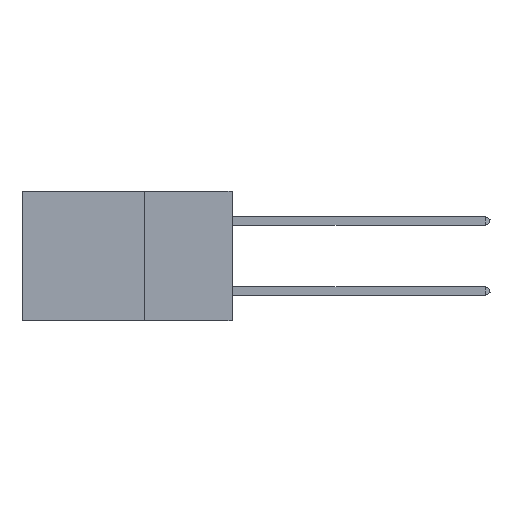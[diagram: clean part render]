
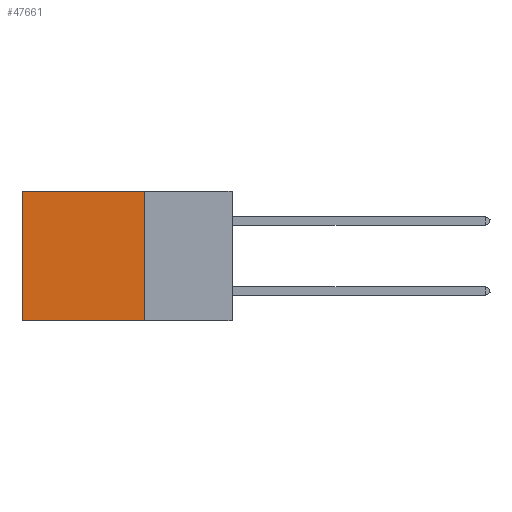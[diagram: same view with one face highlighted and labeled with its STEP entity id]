
A CAD part, left-side view. The second image highlights one B-rep face of the part: STEP entity #47661.
In plain terms, the highlighted planar face has unit normal (-1, 0, 0).
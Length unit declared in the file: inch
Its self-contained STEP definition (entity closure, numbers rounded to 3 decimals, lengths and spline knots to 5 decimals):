
#240 = ORIENTED_EDGE ( 'NONE', *, *, #42637, .T. ) ;
#625 = CARTESIAN_POINT ( 'NONE',  ( 0.2875, 0.25, 0. ) ) ;
#3760 = FACE_OUTER_BOUND ( 'NONE', #38585, .T. ) ;
#6513 = EDGE_CURVE ( 'NONE', #21388, #25875, #42049, .T. ) ;
#7217 = LINE ( 'NONE', #24203, #27293 ) ;
#9154 = CARTESIAN_POINT ( 'NONE',  ( 0.2875, 0.6, 0. ) ) ;
#9875 = DIRECTION ( 'NONE',  ( 0., 0., -1. ) ) ;
#11640 = PLANE ( 'NONE',  #37717 ) ;
#13666 = CARTESIAN_POINT ( 'NONE',  ( 0.2875, 0.6, -0.37 ) ) ;
#13797 = DIRECTION ( 'NONE',  ( 0., 1., 0. ) ) ;
#15971 = VECTOR ( 'NONE', #9875, 39.37008 ) ;
#18019 = VERTEX_POINT ( 'NONE', #43030 ) ;
#21388 = VERTEX_POINT ( 'NONE', #46918 ) ;
#22953 = ORIENTED_EDGE ( 'NONE', *, *, #44720, .T. ) ;
#23885 = LINE ( 'NONE', #31419, #15971 ) ;
#24152 = CARTESIAN_POINT ( 'NONE',  ( 0.2875, 0.25, -0.37 ) ) ;
#24203 = CARTESIAN_POINT ( 'NONE',  ( 0.2875, 0.25, 0. ) ) ;
#25875 = VERTEX_POINT ( 'NONE', #13666 ) ;
#26357 = DIRECTION ( 'NONE',  ( 0., 0., -1. ) ) ;
#27293 = VECTOR ( 'NONE', #35506, 39.37008 ) ;
#29236 = ORIENTED_EDGE ( 'NONE', *, *, #6513, .F. ) ;
#29625 = DIRECTION ( 'NONE',  ( 1., 0., 0. ) ) ;
#31419 = CARTESIAN_POINT ( 'NONE',  ( 0.2875, 0.25, 0. ) ) ;
#34825 = EDGE_CURVE ( 'NONE', #43452, #21388, #23885, .T. ) ;
#35506 = DIRECTION ( 'NONE',  ( 0., 1., 0. ) ) ;
#36312 = VECTOR ( 'NONE', #13797, 39.37008 ) ;
#37100 = CARTESIAN_POINT ( 'NONE',  ( 0.2875, 0.25, 0. ) ) ;
#37717 = AXIS2_PLACEMENT_3D ( 'NONE', #625, #29625, #26357 ) ;
#38585 = EDGE_LOOP ( 'NONE', ( #22953, #29236, #45857, #240 ) ) ;
#38616 = LINE ( 'NONE', #9154, #47338 ) ;
#42049 = LINE ( 'NONE', #24152, #36312 ) ;
#42637 = EDGE_CURVE ( 'NONE', #43452, #18019, #7217, .T. ) ;
#43030 = CARTESIAN_POINT ( 'NONE',  ( 0.2875, 0.6, 0. ) ) ;
#43452 = VERTEX_POINT ( 'NONE', #37100 ) ;
#44720 = EDGE_CURVE ( 'NONE', #18019, #25875, #38616, .T. ) ;
#45857 = ORIENTED_EDGE ( 'NONE', *, *, #34825, .F. ) ;
#45887 = DIRECTION ( 'NONE',  ( 0., 0., -1. ) ) ;
#46918 = CARTESIAN_POINT ( 'NONE',  ( 0.2875, 0.25, -0.37 ) ) ;
#47338 = VECTOR ( 'NONE', #45887, 39.37008 ) ;
#47661 = ADVANCED_FACE ( 'NONE', ( #3760 ), #11640, .F. ) ;
